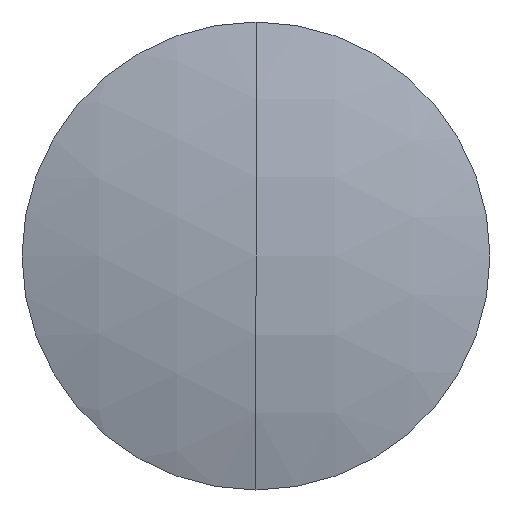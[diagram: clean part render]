
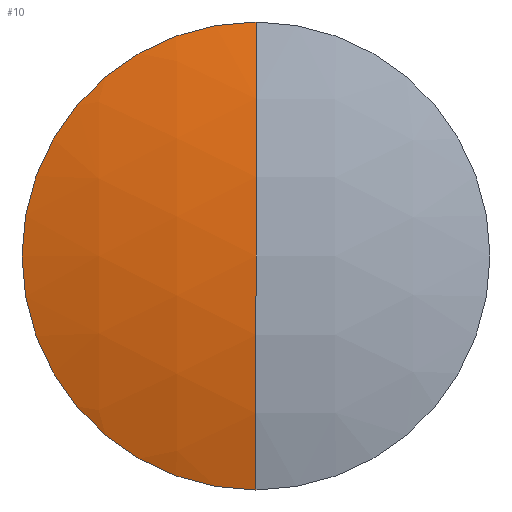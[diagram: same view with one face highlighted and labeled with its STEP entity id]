
A CAD part, left-side view. The second image highlights one B-rep face of the part: STEP entity #10.
In plain terms, the highlighted spherical face has radius 13.5 mm.
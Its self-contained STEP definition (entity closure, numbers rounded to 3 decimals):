
#2 = VERTEX_POINT ( 'NONE', #168 ) ;
#10 = ADVANCED_FACE ( 'NONE', ( #23 ), #290, .T. ) ;
#23 = FACE_OUTER_BOUND ( 'NONE', #57, .T. ) ;
#35 = EDGE_CURVE ( 'NONE', #83, #2, #90, .T. ) ;
#39 = DIRECTION ( 'NONE',  ( 0., 0., -1. ) ) ;
#57 = EDGE_LOOP ( 'NONE', ( #300, #96, #219 ) ) ;
#64 = EDGE_CURVE ( 'NONE', #124, #83, #283, .T. ) ;
#74 = CARTESIAN_POINT ( 'NONE',  ( 279.303, 0., 0. ) ) ;
#83 = VERTEX_POINT ( 'NONE', #324 ) ;
#88 = CARTESIAN_POINT ( 'NONE',  ( 266.409, 0., 4. ) ) ;
#90 = CIRCLE ( 'NONE', #165, 13.5 ) ;
#96 = ORIENTED_EDGE ( 'NONE', *, *, #35, .T. ) ;
#124 = VERTEX_POINT ( 'NONE', #88 ) ;
#133 = CARTESIAN_POINT ( 'NONE',  ( 266.409, 0., 0. ) ) ;
#138 = DIRECTION ( 'NONE',  ( 0., 1., 0. ) ) ;
#147 = AXIS2_PLACEMENT_3D ( 'NONE', #74, #320, #39 ) ;
#148 = CARTESIAN_POINT ( 'NONE',  ( 279.303, 0., 0. ) ) ;
#165 = AXIS2_PLACEMENT_3D ( 'NONE', #148, #332, #176 ) ;
#168 = CARTESIAN_POINT ( 'NONE',  ( 265.803, 0., 0. ) ) ;
#169 = AXIS2_PLACEMENT_3D ( 'NONE', #253, #138, #338 ) ;
#176 = DIRECTION ( 'NONE',  ( 0., 0., 1. ) ) ;
#199 = CIRCLE ( 'NONE', #147, 13.5 ) ;
#204 = DIRECTION ( 'NONE',  ( -1., 0., 0. ) ) ;
#219 = ORIENTED_EDGE ( 'NONE', *, *, #232, .F. ) ;
#229 = DIRECTION ( 'NONE',  ( 0., 0., 1. ) ) ;
#232 = EDGE_CURVE ( 'NONE', #124, #2, #199, .T. ) ;
#237 = AXIS2_PLACEMENT_3D ( 'NONE', #133, #204, #229 ) ;
#253 = CARTESIAN_POINT ( 'NONE',  ( 279.303, 0., 0. ) ) ;
#283 = CIRCLE ( 'NONE', #237, 4. ) ;
#290 = SPHERICAL_SURFACE ( 'NONE', #169, 13.5 ) ;
#300 = ORIENTED_EDGE ( 'NONE', *, *, #64, .T. ) ;
#320 = DIRECTION ( 'NONE',  ( 0., -1., 0. ) ) ;
#324 = CARTESIAN_POINT ( 'NONE',  ( 266.409, 0., -4. ) ) ;
#332 = DIRECTION ( 'NONE',  ( 0., 1., 0. ) ) ;
#338 = DIRECTION ( 'NONE',  ( 0., 0., 1. ) ) ;
